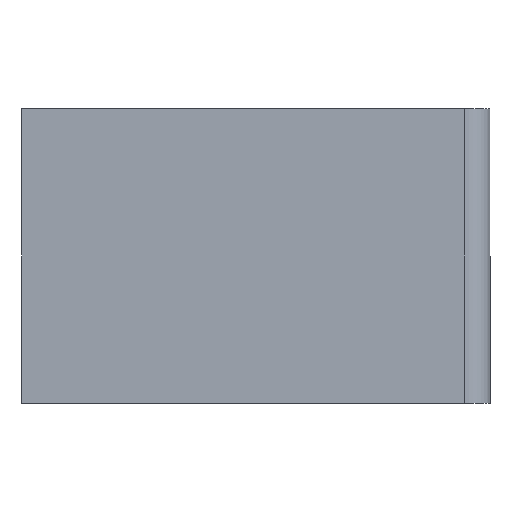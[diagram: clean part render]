
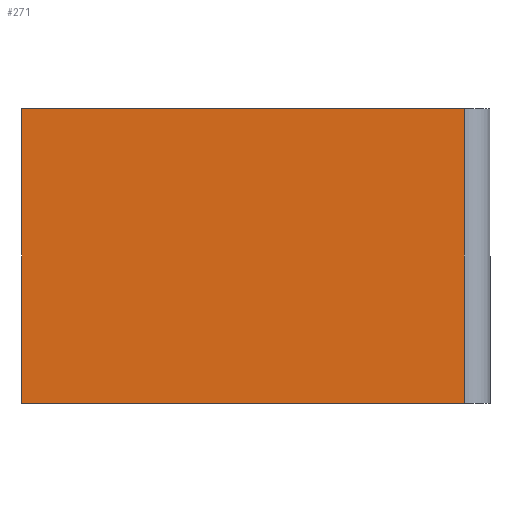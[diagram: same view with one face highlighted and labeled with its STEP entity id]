
A CAD part, left-side view. The second image highlights one B-rep face of the part: STEP entity #271.
In plain terms, the highlighted planar face has unit normal (-1, 0, 0).
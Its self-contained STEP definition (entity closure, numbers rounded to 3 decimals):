
#33=FACE_OUTER_BOUND('',#49,.T.);
#49=EDGE_LOOP('',(#236,#237,#238,#239));
#53=LINE('',#400,#81);
#74=LINE('',#450,#102);
#76=LINE('',#457,#104);
#78=LINE('',#460,#106);
#81=VECTOR('',#322,10.);
#102=VECTOR('',#371,10.);
#104=VECTOR('',#379,10.);
#106=VECTOR('',#383,10.);
#120=VERTEX_POINT('',#397);
#121=VERTEX_POINT('',#399);
#136=VERTEX_POINT('',#448);
#138=VERTEX_POINT('',#456);
#144=EDGE_CURVE('',#121,#120,#53,.T.);
#169=EDGE_CURVE('',#136,#120,#74,.T.);
#172=EDGE_CURVE('',#121,#138,#76,.F.);
#174=EDGE_CURVE('',#138,#136,#78,.F.);
#236=ORIENTED_EDGE('',*,*,#144,.T.);
#237=ORIENTED_EDGE('',*,*,#169,.F.);
#238=ORIENTED_EDGE('',*,*,#174,.F.);
#239=ORIENTED_EDGE('',*,*,#172,.F.);
#256=PLANE('',#308);
#271=ADVANCED_FACE('',(#33),#256,.T.);
#308=AXIS2_PLACEMENT_3D('',#459,#381,#382);
#322=DIRECTION('',(0.,-1.,0.));
#371=DIRECTION('',(0.,0.,-1.));
#379=DIRECTION('',(0.,0.,-1.));
#381=DIRECTION('center_axis',(-1.,0.,0.));
#382=DIRECTION('ref_axis',(0.,-1.,0.));
#383=DIRECTION('',(0.,1.,0.));
#397=CARTESIAN_POINT('',(12.926,12.719,42.5));
#399=CARTESIAN_POINT('',(12.926,81.019,42.5));
#400=CARTESIAN_POINT('',(12.926,61.444,42.5));
#448=CARTESIAN_POINT('',(12.926,12.719,88.));
#450=CARTESIAN_POINT('',(12.926,12.719,0.));
#456=CARTESIAN_POINT('',(12.926,81.019,88.));
#457=CARTESIAN_POINT('',(12.926,81.019,0.));
#459=CARTESIAN_POINT('Origin',(12.926,78.019,0.));
#460=CARTESIAN_POINT('',(12.926,61.444,88.));
